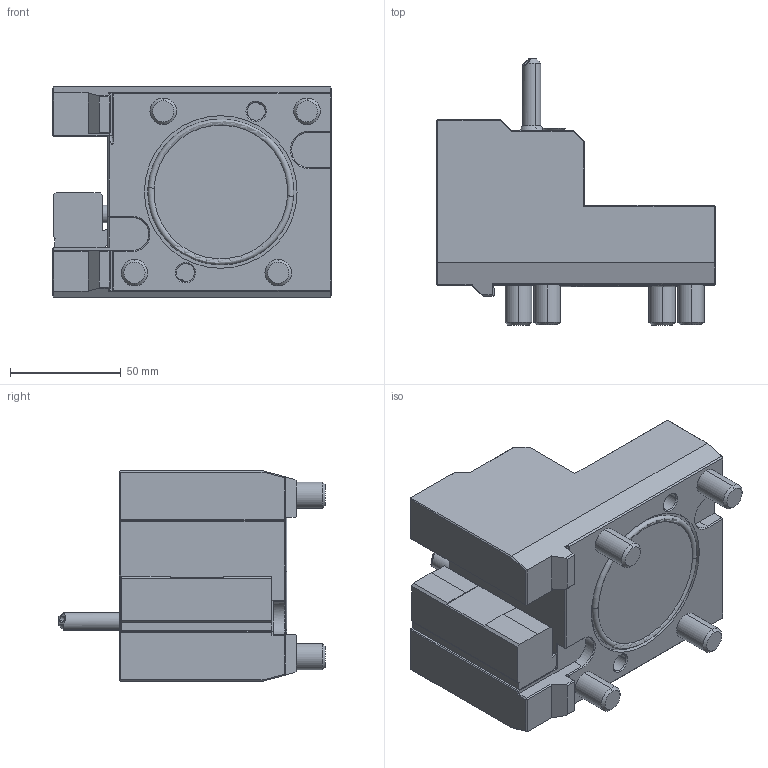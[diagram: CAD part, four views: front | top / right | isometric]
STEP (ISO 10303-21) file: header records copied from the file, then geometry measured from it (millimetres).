
FILE_DESCRIPTION((''),'2;1');
FILE_NAME('NGT_OD_60_25_75_JA','2021-10-13T',('vali'),('NOVA GRUP'),'PRO/ENGINEER BY PARAMETRIC TECHNOLOGY CORPORATION, 2010280','PRO/ENGINEER BY PARAMETRIC TECHNOLOGY CORPORATION, 2010280','');
FILE_SCHEMA(('CONFIG_CONTROL_DESIGN'));
Length unit declared in the file: millimetre
Products named in the file (1): NGT_OD_60_25_75_JA
Bounding box: 126 x 120.34 x 95 mm (x, y, z)
Volume: 605838.4 mm3; surface area: 63647.8 mm2
Topology: 1 solids, 1 shells, 208 faces, 532 edges, 338 vertices
Faces by surface type: plane 137, cylinder 43, cone 23, torus 3, sphere 2
Entity records: 7077 total; most frequent: CARTESIAN_POINT 2020, ORIENTED_EDGE 1064, DIRECTION 986, EDGE_CURVE 532, VECTOR 388, LINE 388, VERTEX_POINT 338, AXIS2_PLACEMENT_3D 299
